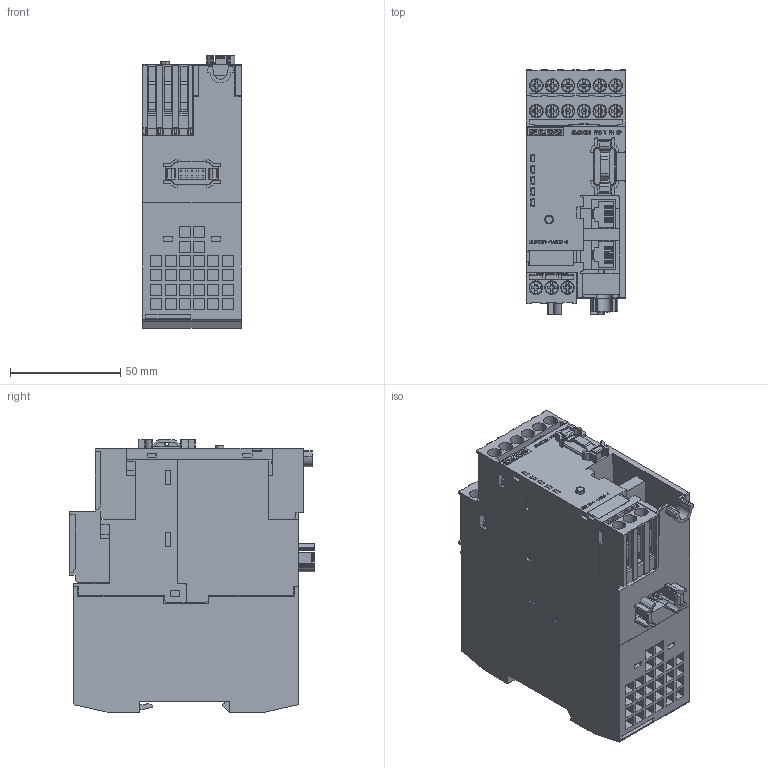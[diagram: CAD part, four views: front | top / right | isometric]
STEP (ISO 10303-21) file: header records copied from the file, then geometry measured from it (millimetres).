
FILE_DESCRIPTION(('STEP AP214'),'1');
FILE_NAME('cctmp_2352621A-B563-4DCF-B271-E54E359C1AC9_2023_07_21_14_58_01_0491..stp','2023-07-21T12:58:03',('SIEMENS A&D'),('CADClick - www.CADClick.com'),'Spatial InterOp 3D postprocessed',' ','unknown authorization');
FILE_SCHEMA(('AUTOMOTIVE_DESIGN'));
Length unit declared in the file: millimetre
Products named in the file (1): 2023_07_21_14_58_01_0397
Bounding box: 45 x 111.15 x 124 mm (x, y, z)
Volume: 449171.4 mm3; surface area: 102149.3 mm2
Topology: 1 solids, 1 shells, 3180 faces, 8915 edges, 5889 vertices
Faces by surface type: plane 2682, cylinder 390, cone 90, torus 18
Entity records: 111007 total; most frequent: CARTESIAN_POINT 18389, ORIENTED_EDGE 17814, DIRECTION 16290, EDGE_CURVE 8907, LINE 7630, VECTOR 7630, VERTEX_POINT 5889, AXIS2_PLACEMENT_3D 4330
